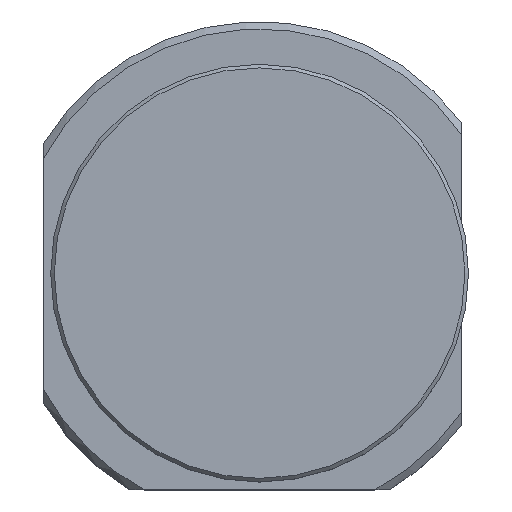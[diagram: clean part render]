
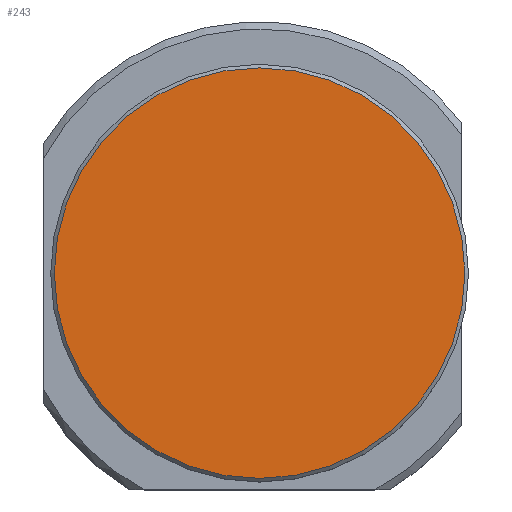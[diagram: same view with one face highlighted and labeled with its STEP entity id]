
A CAD part, top view. The second image highlights one B-rep face of the part: STEP entity #243.
In plain terms, the highlighted planar face has unit normal (0, 0, 1).
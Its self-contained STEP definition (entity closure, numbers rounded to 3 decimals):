
#117=FACE_OUTER_BOUND('',#429,.T.);
#243=ADVANCED_FACE('',(#117),#297,.F.);
#297=PLANE('',#1408);
#429=EDGE_LOOP('',(#813));
#475=CIRCLE('',#1407,28.5);
#813=ORIENTED_EDGE('',*,*,#1116,.T.);
#943=VERTEX_POINT('',#2248);
#1116=EDGE_CURVE('',#943,#943,#475,.T.);
#1407=AXIS2_PLACEMENT_3D('',#2247,#1759,#1760);
#1408=AXIS2_PLACEMENT_3D('',#2249,#1761,#1762);
#1759=DIRECTION('',(0.,0.,1.));
#1760=DIRECTION('',(-1.,0.,0.));
#1761=DIRECTION('',(0.,0.,-1.));
#1762=DIRECTION('',(-1.,0.,0.));
#2247=CARTESIAN_POINT('',(0.,0.,60.044));
#2248=CARTESIAN_POINT('',(-28.5,0.,60.044));
#2249=CARTESIAN_POINT('',(29.,0.,60.044));
